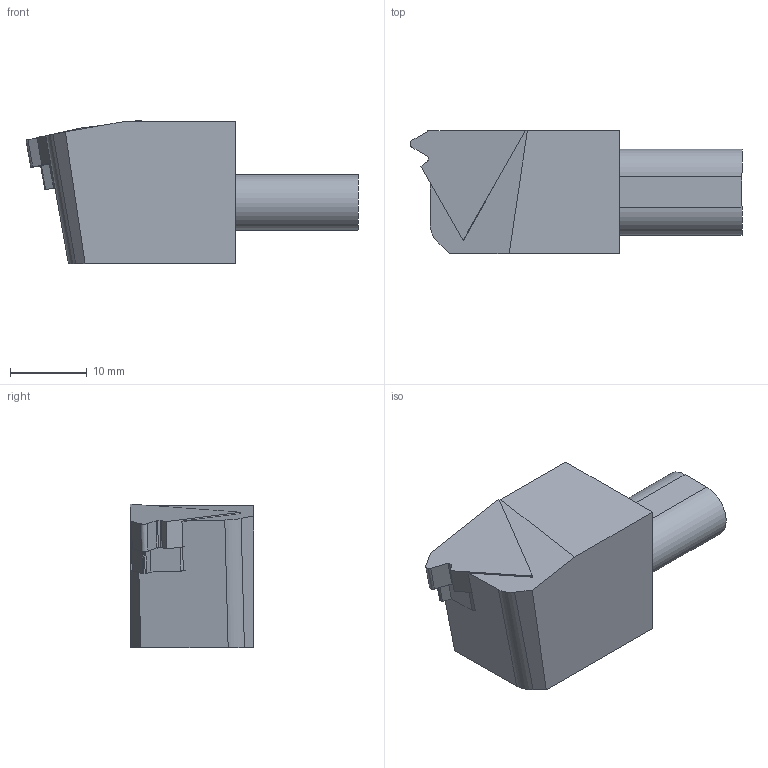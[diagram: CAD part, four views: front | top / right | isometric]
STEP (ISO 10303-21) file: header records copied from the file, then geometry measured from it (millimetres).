
FILE_DESCRIPTION(/* description */ (''),/* implementation_level */ '2;1');
FILE_NAME(/* name */ 'TEL-16x43.3-16.stp',/* time_stamp */ '2023-11-09T11:17:24+03:00',/* author */ (''),/* organization */ (''),/* preprocessor_version */ 'ST-DEVELOPER v19.4',/* originating_system */ 'SIEMENS PLM Software NX2306.3001',/* authorisation */ '');
FILE_SCHEMA (('AUTOMOTIVE_DESIGN { 1 0 10303 214 3 1 1 1 }'));
Length unit declared in the file: millimetre
Products named in the file (3): ATS-16I; 16 EL 3.5; TEL-16x43.3-16
Assembly tree (2 placements, depth 2):
  TEL-16x43.3-16
    16 EL 3.5
    ATS-16I
Bounding box: 43.33 x 16.07 x 18.76 mm (x, y, z)
Volume: 7873.4 mm3; surface area: 3407.6 mm2
Topology: 3 solids, 3 shells, 42 faces, 105 edges, 70 vertices
Faces by surface type: plane 33, cylinder 9
Entity records: 1400 total; most frequent: CARTESIAN_POINT 220, DIRECTION 213, ORIENTED_EDGE 210, EDGE_CURVE 105, LINE 87, VECTOR 87, VERTEX_POINT 70, AXIS2_PLACEMENT_3D 63
